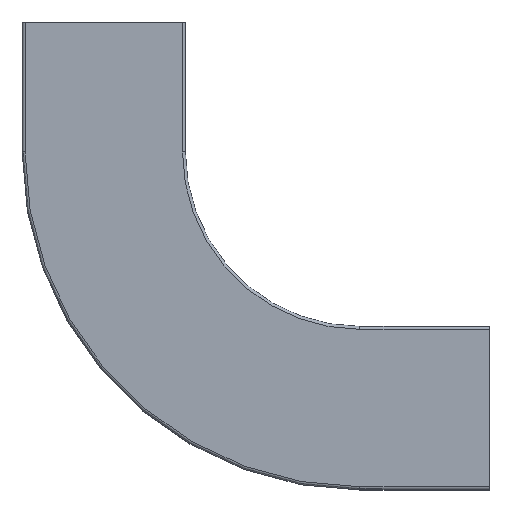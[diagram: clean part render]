
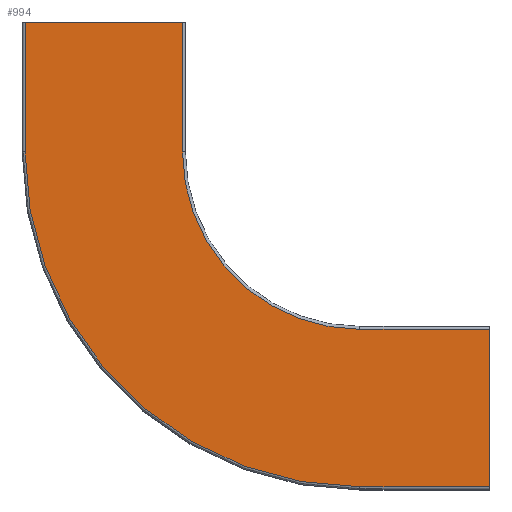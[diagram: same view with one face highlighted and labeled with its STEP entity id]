
A CAD part, top view. The second image highlights one B-rep face of the part: STEP entity #994.
In plain terms, the highlighted face is planar.
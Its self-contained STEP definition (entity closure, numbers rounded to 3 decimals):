
#31 = DIRECTION ( 'NONE',  ( 1., 0., 0. ) ) ;
#41 = CIRCLE ( 'NONE', #981, 231.75 ) ;
#44 = VERTEX_POINT ( 'NONE', #983 ) ;
#45 = FACE_OUTER_BOUND ( 'NONE', #1183, .T. ) ;
#62 = CARTESIAN_POINT ( 'NONE',  ( -212.75, 322.75, 0. ) ) ;
#89 = ORIENTED_EDGE ( 'NONE', *, *, #1013, .F. ) ;
#164 = LINE ( 'NONE', #632, #746 ) ;
#168 = DIRECTION ( 'NONE',  ( 0., 0., -1. ) ) ;
#200 = CIRCLE ( 'NONE', #1004, 122.75 ) ;
#253 = CARTESIAN_POINT ( 'NONE',  ( -212.75, 232.75, 0. ) ) ;
#292 = ORIENTED_EDGE ( 'NONE', *, *, #1356, .F. ) ;
#297 = DIRECTION ( 'NONE',  ( 0., -1., 0. ) ) ;
#311 = VERTEX_POINT ( 'NONE', #1458 ) ;
#312 = LINE ( 'NONE', #1154, #1032 ) ;
#327 = CARTESIAN_POINT ( 'NONE',  ( -90., 110., 0. ) ) ;
#401 = DIRECTION ( 'NONE',  ( 0., 0., 1. ) ) ;
#416 = VECTOR ( 'NONE', #1351, 1000. ) ;
#431 = CARTESIAN_POINT ( 'NONE',  ( -90., 232.75, 0. ) ) ;
#466 = EDGE_CURVE ( 'NONE', #637, #44, #164, .T. ) ;
#470 = DIRECTION ( 'NONE',  ( 1., 0., 0. ) ) ;
#486 = CARTESIAN_POINT ( 'NONE',  ( -212.75, 232.75, 0. ) ) ;
#494 = EDGE_CURVE ( 'NONE', #775, #1554, #506, .T. ) ;
#497 = DIRECTION ( 'NONE',  ( -1., 0., 0. ) ) ;
#506 = LINE ( 'NONE', #851, #1051 ) ;
#535 = ORIENTED_EDGE ( 'NONE', *, *, #466, .F. ) ;
#597 = CARTESIAN_POINT ( 'NONE',  ( 0., 110., 0. ) ) ;
#606 = ORIENTED_EDGE ( 'NONE', *, *, #1214, .F. ) ;
#632 = CARTESIAN_POINT ( 'NONE',  ( -322.75, 322.75, 0. ) ) ;
#637 = VERTEX_POINT ( 'NONE', #62 ) ;
#662 = DIRECTION ( 'NONE',  ( 0., 0., -1. ) ) ;
#746 = VECTOR ( 'NONE', #1484, 1000. ) ;
#764 = PLANE ( 'NONE',  #882 ) ;
#775 = VERTEX_POINT ( 'NONE', #597 ) ;
#796 = ORIENTED_EDGE ( 'NONE', *, *, #925, .F. ) ;
#811 = CARTESIAN_POINT ( 'NONE',  ( -321.75, 232.75, 0. ) ) ;
#837 = EDGE_CURVE ( 'NONE', #1561, #1111, #41, .T. ) ;
#851 = CARTESIAN_POINT ( 'NONE',  ( 0., 110., 0. ) ) ;
#856 = VERTEX_POINT ( 'NONE', #253 ) ;
#857 = DIRECTION ( 'NONE',  ( 0., 1., 0. ) ) ;
#865 = LINE ( 'NONE', #486, #416 ) ;
#882 = AXIS2_PLACEMENT_3D ( 'NONE', #1507, #662, #1249 ) ;
#925 = EDGE_CURVE ( 'NONE', #44, #1561, #312, .T. ) ;
#928 = CARTESIAN_POINT ( 'NONE',  ( -90., 1., 0. ) ) ;
#935 = LINE ( 'NONE', #1066, #1453 ) ;
#974 = LINE ( 'NONE', #1461, #1485 ) ;
#981 = AXIS2_PLACEMENT_3D ( 'NONE', #1368, #401, #31 ) ;
#983 = CARTESIAN_POINT ( 'NONE',  ( -321.75, 322.75, 0. ) ) ;
#994 = ADVANCED_FACE ( 'NONE', ( #45 ), #764, .T. ) ;
#1004 = AXIS2_PLACEMENT_3D ( 'NONE', #431, #168, #1265 ) ;
#1013 = EDGE_CURVE ( 'NONE', #1554, #856, #200, .T. ) ;
#1032 = VECTOR ( 'NONE', #297, 1000. ) ;
#1051 = VECTOR ( 'NONE', #497, 1000. ) ;
#1066 = CARTESIAN_POINT ( 'NONE',  ( -90., 1., 0. ) ) ;
#1111 = VERTEX_POINT ( 'NONE', #928 ) ;
#1154 = CARTESIAN_POINT ( 'NONE',  ( -321.75, 322.75, 0. ) ) ;
#1183 = EDGE_LOOP ( 'NONE', ( #1415, #89, #1326, #292, #606, #1311, #796, #535 ) ) ;
#1214 = EDGE_CURVE ( 'NONE', #1111, #311, #935, .T. ) ;
#1245 = EDGE_CURVE ( 'NONE', #856, #637, #865, .T. ) ;
#1249 = DIRECTION ( 'NONE',  ( -1., 0., 0. ) ) ;
#1265 = DIRECTION ( 'NONE',  ( -1., 0., 0. ) ) ;
#1311 = ORIENTED_EDGE ( 'NONE', *, *, #837, .F. ) ;
#1326 = ORIENTED_EDGE ( 'NONE', *, *, #494, .F. ) ;
#1351 = DIRECTION ( 'NONE',  ( 0., 1., 0. ) ) ;
#1356 = EDGE_CURVE ( 'NONE', #311, #775, #974, .T. ) ;
#1368 = CARTESIAN_POINT ( 'NONE',  ( -90., 232.75, 0. ) ) ;
#1415 = ORIENTED_EDGE ( 'NONE', *, *, #1245, .F. ) ;
#1453 = VECTOR ( 'NONE', #470, 1000. ) ;
#1458 = CARTESIAN_POINT ( 'NONE',  ( 0., 1., 0. ) ) ;
#1461 = CARTESIAN_POINT ( 'NONE',  ( 0., 111., 0. ) ) ;
#1484 = DIRECTION ( 'NONE',  ( -1., 0., 0. ) ) ;
#1485 = VECTOR ( 'NONE', #857, 1000. ) ;
#1507 = CARTESIAN_POINT ( 'NONE',  ( -90., 232.75, 0. ) ) ;
#1554 = VERTEX_POINT ( 'NONE', #327 ) ;
#1561 = VERTEX_POINT ( 'NONE', #811 ) ;
